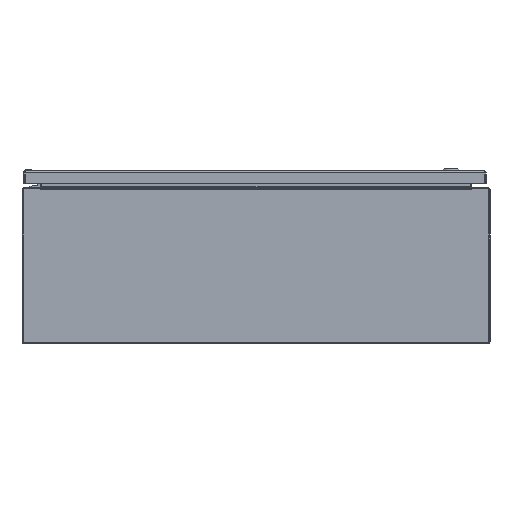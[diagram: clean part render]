
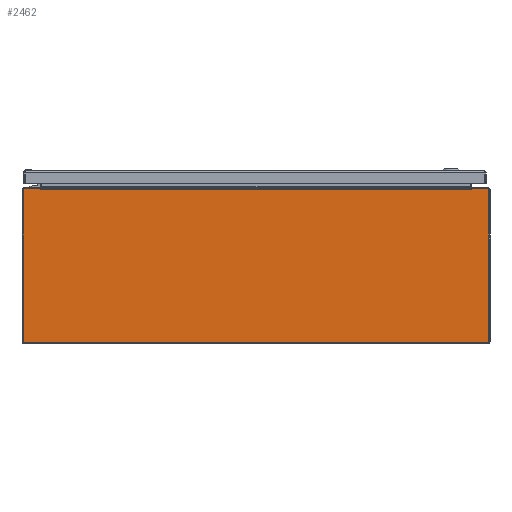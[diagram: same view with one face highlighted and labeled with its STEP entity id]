
A CAD part, front view. The second image highlights one B-rep face of the part: STEP entity #2462.
In plain terms, the highlighted planar face has unit normal (0, -1, 0).
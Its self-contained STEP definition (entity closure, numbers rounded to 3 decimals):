
#727 = EDGE_CURVE ( 'NONE', #24819, #12303, #57715, .T. ) ;
#2462 = ADVANCED_FACE ( 'NONE', ( #25003 ), #38703, .T. ) ;
#4141 = AXIS2_PLACEMENT_3D ( 'NONE', #40784, #17376, #52903 ) ;
#4961 = ORIENTED_EDGE ( 'NONE', *, *, #38330, .T. ) ;
#6479 = CARTESIAN_POINT ( 'NONE',  ( -13.814, -21., 4.855 ) ) ;
#7632 = EDGE_CURVE ( 'NONE', #89491, #83781, #109091, .T. ) ;
#8220 = CARTESIAN_POINT ( 'NONE',  ( 14.857, -21., 4.937 ) ) ;
#8325 = ORIENTED_EDGE ( 'NONE', *, *, #95991, .T. ) ;
#8590 = CARTESIAN_POINT ( 'NONE',  ( 14.857, -21., 4.857 ) ) ;
#9455 = CARTESIAN_POINT ( 'NONE',  ( 13.828, -21., 4.937 ) ) ;
#9833 = VECTOR ( 'NONE', #105941, 39.37 ) ;
#10099 = VERTEX_POINT ( 'NONE', #101254 ) ;
#10958 = CARTESIAN_POINT ( 'NONE',  ( 14.857, -21., -4.857 ) ) ;
#12303 = VERTEX_POINT ( 'NONE', #108736 ) ;
#12473 = EDGE_CURVE ( 'NONE', #59372, #54377, #68872, .T. ) ;
#13769 = EDGE_CURVE ( 'NONE', #101605, #85887, #49370, .T. ) ;
#14800 = ORIENTED_EDGE ( 'NONE', *, *, #78766, .T. ) ;
#17376 = DIRECTION ( 'NONE',  ( 0., -1., 0. ) ) ;
#19445 = ORIENTED_EDGE ( 'NONE', *, *, #83482, .T. ) ;
#20582 = DIRECTION ( 'NONE',  ( -1., 0., 0. ) ) ;
#20786 = VECTOR ( 'NONE', #81471, 39.37 ) ;
#21380 = LINE ( 'NONE', #131076, #68137 ) ;
#24819 = VERTEX_POINT ( 'NONE', #6479 ) ;
#25003 = FACE_OUTER_BOUND ( 'NONE', #37529, .T. ) ;
#25925 = LINE ( 'NONE', #105705, #122260 ) ;
#26580 = DIRECTION ( 'NONE',  ( 0., 0., -1. ) ) ;
#29191 = CARTESIAN_POINT ( 'NONE',  ( -14.857, -21., -4.937 ) ) ;
#29604 = ORIENTED_EDGE ( 'NONE', *, *, #101017, .T. ) ;
#33494 = DIRECTION ( 'NONE',  ( -0.174, 0., 0.985 ) ) ;
#34638 = CARTESIAN_POINT ( 'NONE',  ( 14.857, -21., -4.937 ) ) ;
#35467 = CIRCLE ( 'NONE', #138512, 0.08 ) ;
#36715 = CARTESIAN_POINT ( 'NONE',  ( 13.828, -21., 4.937 ) ) ;
#37529 = EDGE_LOOP ( 'NONE', ( #75359, #157707, #19445, #8325, #58789, #14800, #109626, #29604, #133757, #121779, #108593, #4961, #50408, #101817 ) ) ;
#38314 = VERTEX_POINT ( 'NONE', #131850 ) ;
#38330 = EDGE_CURVE ( 'NONE', #54377, #115061, #21380, .T. ) ;
#38703 = PLANE ( 'NONE',  #157664 ) ;
#40784 = CARTESIAN_POINT ( 'NONE',  ( -14.857, -21., -4.857 ) ) ;
#42896 = CARTESIAN_POINT ( 'NONE',  ( 0., -21., 4.937 ) ) ;
#45393 = CARTESIAN_POINT ( 'NONE',  ( 0., -21., -4.937 ) ) ;
#47292 = DIRECTION ( 'NONE',  ( 0., -1., 0. ) ) ;
#49370 = LINE ( 'NONE', #92646, #105687 ) ;
#50408 = ORIENTED_EDGE ( 'NONE', *, *, #90064, .T. ) ;
#52351 = VERTEX_POINT ( 'NONE', #9455 ) ;
#52903 = DIRECTION ( 'NONE',  ( 0., 0., -1. ) ) ;
#53588 = CARTESIAN_POINT ( 'NONE',  ( 14.937, -21., 4.857 ) ) ;
#54377 = VERTEX_POINT ( 'NONE', #127268 ) ;
#55846 = CARTESIAN_POINT ( 'NONE',  ( 13.814, -21., 4.855 ) ) ;
#56244 = DIRECTION ( 'NONE',  ( 0., -1., 0. ) ) ;
#56465 = LINE ( 'NONE', #90409, #20786 ) ;
#56823 = EDGE_CURVE ( 'NONE', #131495, #52351, #25925, .T. ) ;
#57715 = LINE ( 'NONE', #106923, #121506 ) ;
#57841 = DIRECTION ( 'NONE',  ( 0., 0., -1. ) ) ;
#58789 = ORIENTED_EDGE ( 'NONE', *, *, #7632, .T. ) ;
#59372 = VERTEX_POINT ( 'NONE', #55846 ) ;
#60975 = LINE ( 'NONE', #36715, #84663 ) ;
#66270 = DIRECTION ( 'NONE',  ( -1., 0., 0. ) ) ;
#68137 = VECTOR ( 'NONE', #20582, 39.37 ) ;
#68872 = LINE ( 'NONE', #116447, #9833 ) ;
#73752 = CIRCLE ( 'NONE', #4141, 0.08 ) ;
#74238 = CARTESIAN_POINT ( 'NONE',  ( 0., -21., 0. ) ) ;
#75359 = ORIENTED_EDGE ( 'NONE', *, *, #89668, .T. ) ;
#78766 = EDGE_CURVE ( 'NONE', #83781, #101605, #35467, .T. ) ;
#79438 = LINE ( 'NONE', #88345, #109455 ) ;
#81471 = DIRECTION ( 'NONE',  ( 0., 0., -1. ) ) ;
#82724 = AXIS2_PLACEMENT_3D ( 'NONE', #130968, #141485, #116489 ) ;
#83482 = EDGE_CURVE ( 'NONE', #148536, #10099, #56465, .T. ) ;
#83781 = VERTEX_POINT ( 'NONE', #34638 ) ;
#84663 = VECTOR ( 'NONE', #96487, 39.37 ) ;
#85887 = VERTEX_POINT ( 'NONE', #53588 ) ;
#87896 = DIRECTION ( 'NONE',  ( 0., -1., 0. ) ) ;
#88345 = CARTESIAN_POINT ( 'NONE',  ( 0., -21., 4.855 ) ) ;
#89491 = VERTEX_POINT ( 'NONE', #29191 ) ;
#89668 = EDGE_CURVE ( 'NONE', #12303, #38314, #94517, .T. ) ;
#90064 = EDGE_CURVE ( 'NONE', #115061, #24819, #79438, .T. ) ;
#90409 = CARTESIAN_POINT ( 'NONE',  ( -14.937, -21., 0. ) ) ;
#92646 = CARTESIAN_POINT ( 'NONE',  ( 14.937, -21., 0. ) ) ;
#94517 = LINE ( 'NONE', #42896, #140191 ) ;
#95991 = EDGE_CURVE ( 'NONE', #10099, #89491, #73752, .T. ) ;
#96487 = DIRECTION ( 'NONE',  ( -0.174, 0., -0.985 ) ) ;
#99565 = VECTOR ( 'NONE', #121955, 39.37 ) ;
#99888 = EDGE_CURVE ( 'NONE', #52351, #59372, #60975, .T. ) ;
#101017 = EDGE_CURVE ( 'NONE', #85887, #131495, #123541, .T. ) ;
#101254 = CARTESIAN_POINT ( 'NONE',  ( -14.937, -21., -4.857 ) ) ;
#101605 = VERTEX_POINT ( 'NONE', #154163 ) ;
#101817 = ORIENTED_EDGE ( 'NONE', *, *, #727, .T. ) ;
#102590 = DIRECTION ( 'NONE',  ( 0., 0., 1. ) ) ;
#105687 = VECTOR ( 'NONE', #102590, 39.37 ) ;
#105705 = CARTESIAN_POINT ( 'NONE',  ( 0., -21., 4.937 ) ) ;
#105941 = DIRECTION ( 'NONE',  ( -1., 0., 0. ) ) ;
#106923 = CARTESIAN_POINT ( 'NONE',  ( -13.814, -21., 4.855 ) ) ;
#108593 = ORIENTED_EDGE ( 'NONE', *, *, #12473, .T. ) ;
#108736 = CARTESIAN_POINT ( 'NONE',  ( -13.828, -21., 4.937 ) ) ;
#109091 = LINE ( 'NONE', #45393, #99565 ) ;
#109455 = VECTOR ( 'NONE', #128606, 39.37 ) ;
#109626 = ORIENTED_EDGE ( 'NONE', *, *, #13769, .T. ) ;
#115061 = VERTEX_POINT ( 'NONE', #145453 ) ;
#116447 = CARTESIAN_POINT ( 'NONE',  ( 13.806, -21., 4.855 ) ) ;
#116489 = DIRECTION ( 'NONE',  ( 0., 0., -1. ) ) ;
#121506 = VECTOR ( 'NONE', #33494, 39.37 ) ;
#121779 = ORIENTED_EDGE ( 'NONE', *, *, #99888, .T. ) ;
#121955 = DIRECTION ( 'NONE',  ( 1., 0., 0. ) ) ;
#122260 = VECTOR ( 'NONE', #66270, 39.37 ) ;
#123541 = CIRCLE ( 'NONE', #154418, 0.08 ) ;
#127268 = CARTESIAN_POINT ( 'NONE',  ( 13.798, -21., 4.855 ) ) ;
#128606 = DIRECTION ( 'NONE',  ( -1., 0., 0. ) ) ;
#130968 = CARTESIAN_POINT ( 'NONE',  ( -14.857, -21., 4.857 ) ) ;
#131076 = CARTESIAN_POINT ( 'NONE',  ( 0., -21., 4.855 ) ) ;
#131495 = VERTEX_POINT ( 'NONE', #8220 ) ;
#131850 = CARTESIAN_POINT ( 'NONE',  ( -14.857, -21., 4.937 ) ) ;
#133757 = ORIENTED_EDGE ( 'NONE', *, *, #56823, .T. ) ;
#134369 = EDGE_CURVE ( 'NONE', #38314, #148536, #154826, .T. ) ;
#137717 = CARTESIAN_POINT ( 'NONE',  ( -14.937, -21., 4.857 ) ) ;
#138512 = AXIS2_PLACEMENT_3D ( 'NONE', #10958, #47292, #157013 ) ;
#140191 = VECTOR ( 'NONE', #154197, 39.37 ) ;
#141485 = DIRECTION ( 'NONE',  ( 0., -1., 0. ) ) ;
#145453 = CARTESIAN_POINT ( 'NONE',  ( -13.798, -21., 4.855 ) ) ;
#148536 = VERTEX_POINT ( 'NONE', #137717 ) ;
#154163 = CARTESIAN_POINT ( 'NONE',  ( 14.937, -21., -4.857 ) ) ;
#154197 = DIRECTION ( 'NONE',  ( -1., 0., 0. ) ) ;
#154418 = AXIS2_PLACEMENT_3D ( 'NONE', #8590, #56244, #57841 ) ;
#154826 = CIRCLE ( 'NONE', #82724, 0.08 ) ;
#157013 = DIRECTION ( 'NONE',  ( 0., 0., -1. ) ) ;
#157664 = AXIS2_PLACEMENT_3D ( 'NONE', #74238, #87896, #26580 ) ;
#157707 = ORIENTED_EDGE ( 'NONE', *, *, #134369, .T. ) ;
